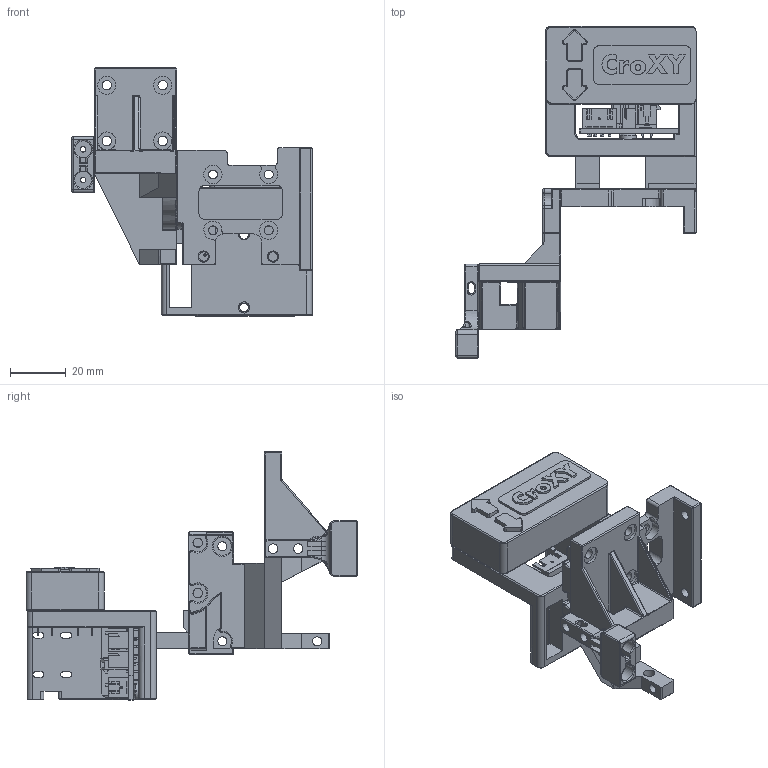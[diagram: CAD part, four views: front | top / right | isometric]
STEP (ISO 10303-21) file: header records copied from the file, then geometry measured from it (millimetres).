
FILE_DESCRIPTION(/* description */ (''),/* implementation_level */ '2;1');
FILE_NAME(/* name */ 'A-Hemera_Mount_Upper-B.stp',/* time_stamp */ '2020-09-25T18:34:58-07:00',/* author */ (''),/* organization */ (''),/* preprocessor_version */ 'ST-DEVELOPER v18.1',/* originating_system */ 'Autodesk Translation Framework v9.3.0.1241',/* authorisation */ '');
FILE_SCHEMA (('AUTOMOTIVE_DESIGN { 1 0 10303 214 3 1 1 }'));
Products named in the file (15): Hemera Mount; carabiner_populated_vert; carabiner_empty v1; COMPOUND; JST - XH - Thru (V) - 4Pin - 2.54mm v1; 436500227 v1; JST - XH - Thru (V) - 2Pin - 2.54mm v1; Molex Micro-Fit 16pin (MicroFit) v1; Up Down Switch Assembly Wide; Tact Switch E-Switch TL59AF160Q; Tact Switch E-Switch TL59AF160Q_1; Component1; Component1_1; Component2; Component2(Mirror)
Assembly tree (19 placements, depth 4):
  Hemera Mount
    carabiner_populated_vert
      carabiner_empty v1
        COMPOUND
      JST - XH - Thru (V) - 4Pin - 2.54mm v1  x2
      JST - XH - Thru (V) - 2Pin - 2.54mm v1  x4
      436500227 v1
      Molex Micro-Fit 16pin (MicroFit) v1
    Up Down Switch Assembly Wide
      Tact Switch E-Switch TL59AF160Q
        Component1
      Tact Switch E-Switch TL59AF160Q_1
        Component1
      Component1_1
        Component2
        Component2(Mirror)
Bounding box: 86 x 118.96 x 88.94 mm (x, y, z)
Volume: 77345 mm3; surface area: 51266.5 mm2
Topology: 28 solids, 148 shells, 3292 faces, 8270 edges, 5334 vertices
Faces by surface type: plane 2498, bspline 343, cylinder 331, torus 68, cone 33, sphere 19
Full cylindrical faces by diameter (mm): 0.8 x2, 0.86 x2, 0.95 x8, 1 x8, 1.02 x16, 1.27 x2, 2 x2, 2.8 x2, 3 x2, 3.2 x10, 3.4 x14, 3.5 x2, 4 x11, 5 x1, 5.8 x2, 6.5 x10
Entity records: 72252 total; most frequent: CARTESIAN_POINT 17564, ORIENTED_EDGE 11538, DIRECTION 10304, EDGE_CURVE 5769, LINE 4550, VECTOR 4550, VERTEX_POINT 3708, AXIS2_PLACEMENT_3D 2877
